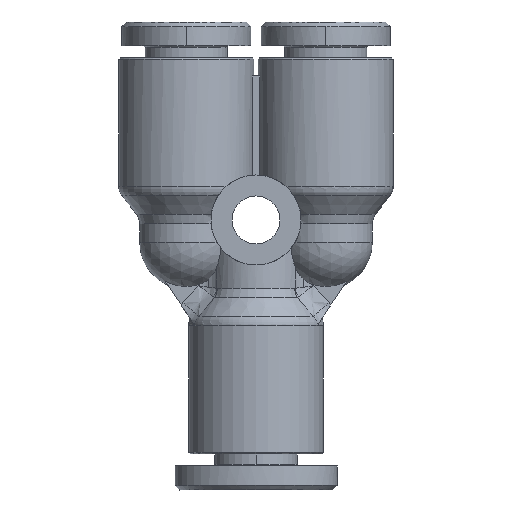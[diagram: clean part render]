
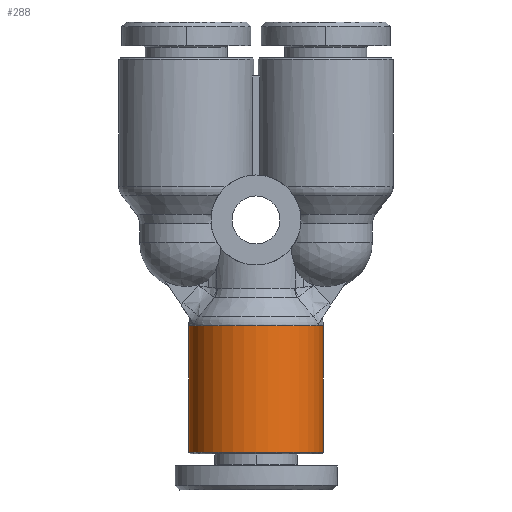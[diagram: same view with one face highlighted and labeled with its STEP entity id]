
A CAD part, front view. The second image highlights one B-rep face of the part: STEP entity #288.
In plain terms, the highlighted cylindrical face has radius 4.5 mm (diameter 9 mm), a partial arc.
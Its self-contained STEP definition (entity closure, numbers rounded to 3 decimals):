
#238=CARTESIAN_POINT('',(-14.35,0.,-4.65));
#239=DIRECTION('',(1.0,0.,0.));
#240=DIRECTION('',(0.0,0.0,1.0));
#241=AXIS2_PLACEMENT_3D('',#238,#239,#240);
#242=CYLINDRICAL_SURFACE('',#241,4.5);
#243=CARTESIAN_POINT('',(-19.3,0.,-0.15));
#244=VERTEX_POINT('',#243);
#245=CARTESIAN_POINT('',(-10.843,0.,-0.15));
#246=VERTEX_POINT('',#245);
#247=CARTESIAN_POINT('',(-19.3,0.,-0.15));
#248=DIRECTION('',(1.0,0.0,0.0));
#249=VECTOR('',#248,8.457);
#250=LINE('',#247,#249);
#251=EDGE_CURVE('',#244,#246,#250,.T.);
#252=ORIENTED_EDGE('',*,*,#251,.F.);
#253=CARTESIAN_POINT('',(-19.3,-4.5,-4.65));
#254=VERTEX_POINT('',#253);
#255=CARTESIAN_POINT('',(-19.3,0.,-4.65));
#256=DIRECTION('',(-1.0,0.0,0.0));
#257=DIRECTION('',(0.0,1.0,0.0));
#258=AXIS2_PLACEMENT_3D('',#255,#256,#257);
#259=CIRCLE('',#258,4.5);
#260=EDGE_CURVE('',#254,#244,#259,.T.);
#261=ORIENTED_EDGE('',*,*,#260,.F.);
#262=CARTESIAN_POINT('',(-19.3,0.,-9.15));
#263=VERTEX_POINT('',#262);
#264=CARTESIAN_POINT('',(-19.3,0.,-4.65));
#265=DIRECTION('',(-1.0,0.0,0.0));
#266=DIRECTION('',(0.0,1.0,0.0));
#267=AXIS2_PLACEMENT_3D('',#264,#265,#266);
#268=CIRCLE('',#267,4.5);
#269=EDGE_CURVE('',#263,#254,#268,.T.);
#270=ORIENTED_EDGE('',*,*,#269,.F.);
#271=CARTESIAN_POINT('',(-10.843,0.,-9.15));
#272=VERTEX_POINT('',#271);
#273=CARTESIAN_POINT('',(-10.843,0.,-9.15));
#274=DIRECTION('',(-1.0,0.0,0.0));
#275=VECTOR('',#274,8.457);
#276=LINE('',#273,#275);
#277=EDGE_CURVE('',#272,#263,#276,.T.);
#278=ORIENTED_EDGE('',*,*,#277,.F.);
#279=CARTESIAN_POINT('',(-10.843,0.,-4.65));
#280=DIRECTION('',(1.0,0.0,0.0));
#281=DIRECTION('',(0.0,0.0,-1.0));
#282=AXIS2_PLACEMENT_3D('',#279,#280,#281);
#283=CIRCLE('',#282,4.5);
#284=EDGE_CURVE('',#246,#272,#283,.T.);
#285=ORIENTED_EDGE('',*,*,#284,.F.);
#286=EDGE_LOOP('',(#252,#261,#270,#278,#285));
#287=FACE_OUTER_BOUND('',#286,.T.);
#288=ADVANCED_FACE('',(#287),#242,.T.);
